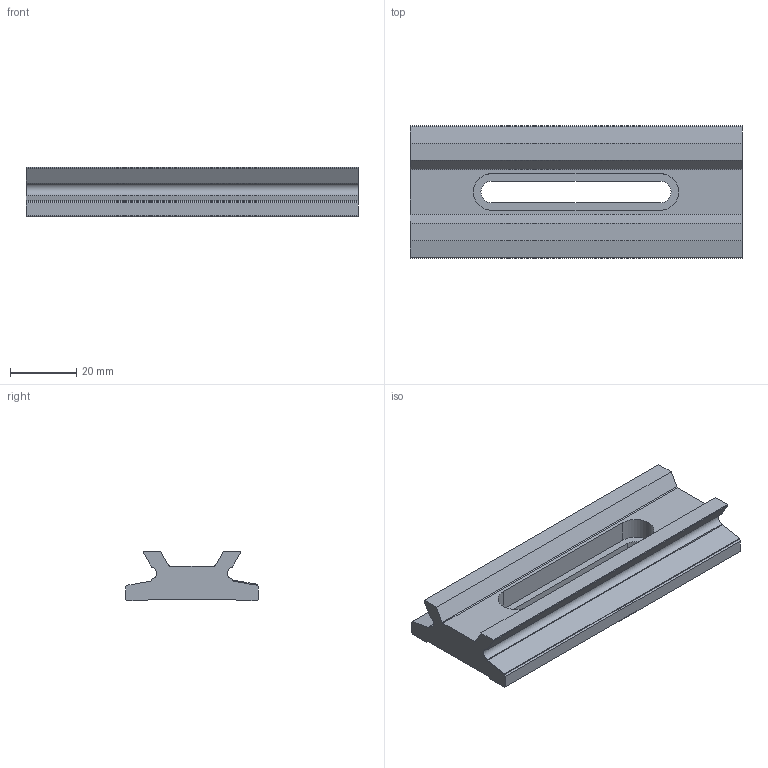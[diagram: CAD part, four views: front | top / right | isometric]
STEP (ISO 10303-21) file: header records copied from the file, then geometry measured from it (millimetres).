
FILE_DESCRIPTION(('Bauteilbeschreibung','HiCAD-Model','HiCAD-STEP-TRANSLATION','Bauteilbeschreibung'),'2;1');
FILE_NAME('061352_STEP.STP','2004-04-01T15:26:20+00:00',('Konstrukteur'),('Konstrukteur Firma GmbH'),'HiCAD2 V1102 STEP 20.9.2001','HiCAD2 V1102','confidential');
FILE_SCHEMA(('AUTOMOTIVE_DESIGN { 1 2 10303 214 0 1 1 1 }'));
Length unit declared in the file: millimetre
Products named in the file (3): A0014233; A00142330; MASSBAND
Assembly tree (2 placements, depth 2):
  A0014233
    A00142330
    MASSBAND
Bounding box: 100 x 40 x 15 mm (x, y, z)
Volume: 31275 mm3; surface area: 15036.1 mm2
Topology: 2 solids, 2 shells, 45 faces, 120 edges, 80 vertices
Faces by surface type: plane 37, cylinder 8
Entity records: 2430 total; most frequent: CARTESIAN_POINT 249, ORIENTED_EDGE 240, DIRECTION 234, COLOUR_RGB 167, PRESENTATION_STYLE_ASSIGNMENT 167, OVER_RIDING_STYLED_ITEM 165, CURVE_STYLE 120, DRAUGHTING_PRE_DEFINED_CURVE_FONT 120
